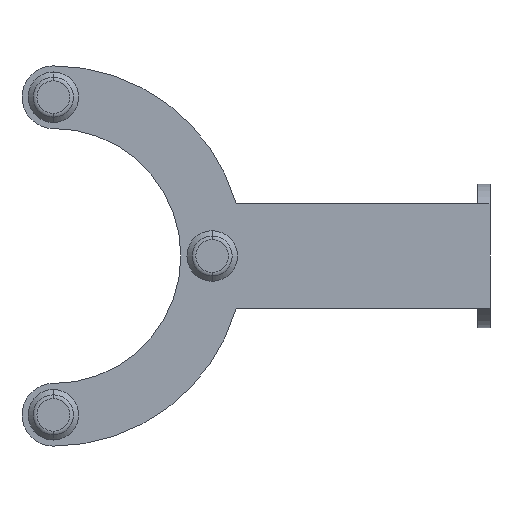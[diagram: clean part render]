
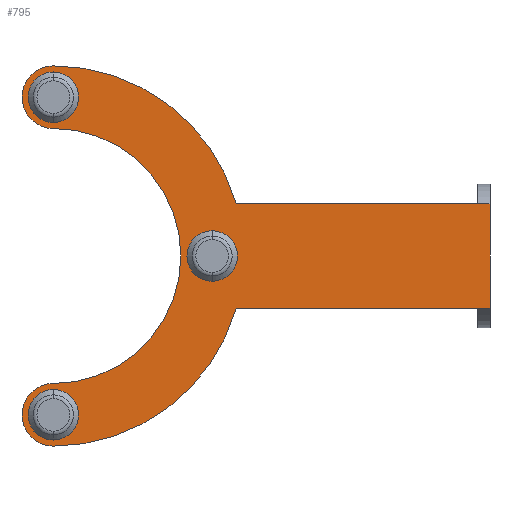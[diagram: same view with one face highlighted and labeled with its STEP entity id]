
A CAD part, front view. The second image highlights one B-rep face of the part: STEP entity #795.
In plain terms, the highlighted planar face has unit normal (0, -1, 0).
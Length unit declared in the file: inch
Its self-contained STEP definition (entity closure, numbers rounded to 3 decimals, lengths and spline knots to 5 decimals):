
#7 = DIRECTION ( 'NONE',  ( 0., -1., 0. ) ) ;
#41 = ORIENTED_EDGE ( 'NONE', *, *, #1289, .F. ) ;
#48 = DIRECTION ( 'NONE',  ( 0., -1., 0. ) ) ;
#56 = ORIENTED_EDGE ( 'NONE', *, *, #2604, .F. ) ;
#69 = CARTESIAN_POINT ( 'NONE',  ( 0., 0., 0. ) ) ;
#111 = DIRECTION ( 'NONE',  ( 0., 0., 1. ) ) ;
#114 = CIRCLE ( 'NONE', #1285, 2.44223 ) ;
#115 = LINE ( 'NONE', #1231, #216 ) ;
#120 = VECTOR ( 'NONE', #947, 39.37008 ) ;
#133 = EDGE_LOOP ( 'NONE', ( #2638, #56 ) ) ;
#171 = VERTEX_POINT ( 'NONE', #2284 ) ;
#178 = DIRECTION ( 'NONE',  ( 0., 0., 1. ) ) ;
#199 = CARTESIAN_POINT ( 'NONE',  ( 3.04223, 0., 0. ) ) ;
#216 = VECTOR ( 'NONE', #363, 39.37008 ) ;
#239 = CARTESIAN_POINT ( 'NONE',  ( 8.36376, 0., 1. ) ) ;
#244 = AXIS2_PLACEMENT_3D ( 'NONE', #2190, #1949, #178 ) ;
#363 = DIRECTION ( 'NONE',  ( 1., 0., 0. ) ) ;
#421 = VERTEX_POINT ( 'NONE', #1313 ) ;
#424 = CARTESIAN_POINT ( 'NONE',  ( 0., 0., 3.04223 ) ) ;
#437 = AXIS2_PLACEMENT_3D ( 'NONE', #2043, #7, #2540 ) ;
#443 = DIRECTION ( 'NONE',  ( 0., -1., 0. ) ) ;
#462 = DIRECTION ( 'NONE',  ( 0., 1., 0. ) ) ;
#466 = ORIENTED_EDGE ( 'NONE', *, *, #2052, .F. ) ;
#497 = ORIENTED_EDGE ( 'NONE', *, *, #2702, .T. ) ;
#508 = DIRECTION ( 'NONE',  ( 0., 1., 0. ) ) ;
#518 = VERTEX_POINT ( 'NONE', #1406 ) ;
#530 = FACE_OUTER_BOUND ( 'NONE', #935, .T. ) ;
#570 = FACE_BOUND ( 'NONE', #133, .T. ) ;
#586 = ORIENTED_EDGE ( 'NONE', *, *, #1909, .F. ) ;
#631 = VERTEX_POINT ( 'NONE', #1168 ) ;
#671 = CARTESIAN_POINT ( 'NONE',  ( 0., 0., -3.04223 ) ) ;
#675 = DIRECTION ( 'NONE',  ( 0., 0., 1. ) ) ;
#761 = CARTESIAN_POINT ( 'NONE',  ( 0., 0., 0. ) ) ;
#783 = AXIS2_PLACEMENT_3D ( 'NONE', #424, #871, #2002 ) ;
#795 = ADVANCED_FACE ( 'NONE', ( #2586, #570, #2101, #530 ), #1438, .T. ) ;
#811 = ORIENTED_EDGE ( 'NONE', *, *, #2737, .F. ) ;
#821 = CARTESIAN_POINT ( 'NONE',  ( 0., 0., 3.39656 ) ) ;
#859 = LINE ( 'NONE', #1768, #2429 ) ;
#869 = EDGE_CURVE ( 'NONE', #1394, #1687, #2406, .T. ) ;
#871 = DIRECTION ( 'NONE',  ( 0., -1., 0. ) ) ;
#883 = DIRECTION ( 'NONE',  ( 0., 0., 1. ) ) ;
#888 = CARTESIAN_POINT ( 'NONE',  ( 3.04223, 0., -0.35433 ) ) ;
#935 = EDGE_LOOP ( 'NONE', ( #1474, #2167, #1152, #1776, #497, #1577, #2772, #811 ) ) ;
#943 = ORIENTED_EDGE ( 'NONE', *, *, #1720, .F. ) ;
#947 = DIRECTION ( 'NONE',  ( 1., 0., 0. ) ) ;
#997 = VERTEX_POINT ( 'NONE', #1708 ) ;
#1032 = AXIS2_PLACEMENT_3D ( 'NONE', #2539, #1463, #1238 ) ;
#1062 = CARTESIAN_POINT ( 'NONE',  ( 0., 0., 3.04223 ) ) ;
#1111 = CARTESIAN_POINT ( 'NONE',  ( 8.36376, 0., -1. ) ) ;
#1152 = ORIENTED_EDGE ( 'NONE', *, *, #2007, .F. ) ;
#1156 = CIRCLE ( 'NONE', #2238, 3.64223 ) ;
#1168 = CARTESIAN_POINT ( 'NONE',  ( 3.04223, 0., 0.35433 ) ) ;
#1189 = CARTESIAN_POINT ( 'NONE',  ( 3.50227, 0., -1. ) ) ;
#1192 = CARTESIAN_POINT ( 'NONE',  ( 0., 0., -3.04223 ) ) ;
#1206 = DIRECTION ( 'NONE',  ( 0., 0., 1. ) ) ;
#1228 = CIRCLE ( 'NONE', #2873, 0.35433 ) ;
#1231 = CARTESIAN_POINT ( 'NONE',  ( 3.50227, 0., 1. ) ) ;
#1232 = VERTEX_POINT ( 'NONE', #1459 ) ;
#1238 = DIRECTION ( 'NONE',  ( 0., 0., -1. ) ) ;
#1240 = CIRCLE ( 'NONE', #1808, 0.35433 ) ;
#1265 = CARTESIAN_POINT ( 'NONE',  ( 0., 0., 2.44223 ) ) ;
#1285 = AXIS2_PLACEMENT_3D ( 'NONE', #761, #2832, #111 ) ;
#1289 = EDGE_CURVE ( 'NONE', #518, #1232, #1657, .T. ) ;
#1313 = CARTESIAN_POINT ( 'NONE',  ( 3.50227, 0., 1. ) ) ;
#1326 = EDGE_LOOP ( 'NONE', ( #586, #943 ) ) ;
#1369 = CIRCLE ( 'NONE', #437, 0.35433 ) ;
#1394 = VERTEX_POINT ( 'NONE', #2200 ) ;
#1406 = CARTESIAN_POINT ( 'NONE',  ( 0., 0., -2.6879 ) ) ;
#1408 = CIRCLE ( 'NONE', #783, 0.35433 ) ;
#1438 = PLANE ( 'NONE',  #1032 ) ;
#1445 = VERTEX_POINT ( 'NONE', #2287 ) ;
#1458 = AXIS2_PLACEMENT_3D ( 'NONE', #1750, #443, #883 ) ;
#1459 = CARTESIAN_POINT ( 'NONE',  ( 0., 0., -3.39656 ) ) ;
#1463 = DIRECTION ( 'NONE',  ( 0., -1., 0. ) ) ;
#1474 = ORIENTED_EDGE ( 'NONE', *, *, #1796, .T. ) ;
#1520 = AXIS2_PLACEMENT_3D ( 'NONE', #671, #462, #2736 ) ;
#1577 = ORIENTED_EDGE ( 'NONE', *, *, #2347, .F. ) ;
#1657 = CIRCLE ( 'NONE', #1744, 0.35433 ) ;
#1687 = VERTEX_POINT ( 'NONE', #2301 ) ;
#1708 = CARTESIAN_POINT ( 'NONE',  ( 0., 0., 2.6879 ) ) ;
#1720 = EDGE_CURVE ( 'NONE', #631, #2438, #1228, .T. ) ;
#1726 = DIRECTION ( 'NONE',  ( 0., 0., -1. ) ) ;
#1744 = AXIS2_PLACEMENT_3D ( 'NONE', #1192, #2302, #1206 ) ;
#1750 = CARTESIAN_POINT ( 'NONE',  ( 0., 0., 3.04223 ) ) ;
#1768 = CARTESIAN_POINT ( 'NONE',  ( 8.36376, 0., 1. ) ) ;
#1776 = ORIENTED_EDGE ( 'NONE', *, *, #869, .F. ) ;
#1796 = EDGE_CURVE ( 'NONE', #171, #2239, #2700, .T. ) ;
#1808 = AXIS2_PLACEMENT_3D ( 'NONE', #2070, #48, #1849 ) ;
#1849 = DIRECTION ( 'NONE',  ( 0., 0., 1. ) ) ;
#1870 = VERTEX_POINT ( 'NONE', #1111 ) ;
#1909 = EDGE_CURVE ( 'NONE', #2438, #631, #1369, .T. ) ;
#1931 = EDGE_LOOP ( 'NONE', ( #466, #41 ) ) ;
#1949 = DIRECTION ( 'NONE',  ( 0., 1., 0. ) ) ;
#1953 = DIRECTION ( 'NONE',  ( 0., -1., 0. ) ) ;
#1962 = VERTEX_POINT ( 'NONE', #239 ) ;
#1984 = AXIS2_PLACEMENT_3D ( 'NONE', #1062, #2207, #1726 ) ;
#2002 = DIRECTION ( 'NONE',  ( 0., 0., 1. ) ) ;
#2007 = EDGE_CURVE ( 'NONE', #1687, #1445, #2364, .T. ) ;
#2043 = CARTESIAN_POINT ( 'NONE',  ( 3.04223, 0., 0. ) ) ;
#2052 = EDGE_CURVE ( 'NONE', #1232, #518, #1240, .T. ) ;
#2070 = CARTESIAN_POINT ( 'NONE',  ( 0., 0., -3.04223 ) ) ;
#2101 = FACE_BOUND ( 'NONE', #1326, .T. ) ;
#2145 = EDGE_CURVE ( 'NONE', #2239, #1445, #114, .T. ) ;
#2167 = ORIENTED_EDGE ( 'NONE', *, *, #2145, .T. ) ;
#2190 = CARTESIAN_POINT ( 'NONE',  ( 0., 0., 0. ) ) ;
#2200 = CARTESIAN_POINT ( 'NONE',  ( 3.50227, 0., -1. ) ) ;
#2207 = DIRECTION ( 'NONE',  ( 0., -1., 0. ) ) ;
#2238 = AXIS2_PLACEMENT_3D ( 'NONE', #69, #508, #675 ) ;
#2239 = VERTEX_POINT ( 'NONE', #1265 ) ;
#2284 = CARTESIAN_POINT ( 'NONE',  ( 0., 0., 3.64223 ) ) ;
#2287 = CARTESIAN_POINT ( 'NONE',  ( 0., 0., -2.44223 ) ) ;
#2301 = CARTESIAN_POINT ( 'NONE',  ( 0., 0., -3.64223 ) ) ;
#2302 = DIRECTION ( 'NONE',  ( 0., -1., 0. ) ) ;
#2347 = EDGE_CURVE ( 'NONE', #1962, #1870, #859, .T. ) ;
#2364 = CIRCLE ( 'NONE', #1520, 0.6 ) ;
#2406 = CIRCLE ( 'NONE', #244, 3.64223 ) ;
#2429 = VECTOR ( 'NONE', #2611, 39.37008 ) ;
#2438 = VERTEX_POINT ( 'NONE', #888 ) ;
#2470 = LINE ( 'NONE', #1189, #120 ) ;
#2539 = CARTESIAN_POINT ( 'NONE',  ( 0., 0., 3.04223 ) ) ;
#2540 = DIRECTION ( 'NONE',  ( 0., 0., 1. ) ) ;
#2558 = EDGE_CURVE ( 'NONE', #997, #2619, #2629, .T. ) ;
#2586 = FACE_BOUND ( 'NONE', #1931, .T. ) ;
#2604 = EDGE_CURVE ( 'NONE', #2619, #997, #1408, .T. ) ;
#2611 = DIRECTION ( 'NONE',  ( 0., 0., -1. ) ) ;
#2619 = VERTEX_POINT ( 'NONE', #821 ) ;
#2629 = CIRCLE ( 'NONE', #1458, 0.35433 ) ;
#2638 = ORIENTED_EDGE ( 'NONE', *, *, #2558, .F. ) ;
#2649 = DIRECTION ( 'NONE',  ( 0., 0., 1. ) ) ;
#2700 = CIRCLE ( 'NONE', #1984, 0.6 ) ;
#2702 = EDGE_CURVE ( 'NONE', #1394, #1870, #2470, .T. ) ;
#2736 = DIRECTION ( 'NONE',  ( 0., 0., 1. ) ) ;
#2737 = EDGE_CURVE ( 'NONE', #171, #421, #1156, .T. ) ;
#2772 = ORIENTED_EDGE ( 'NONE', *, *, #2854, .F. ) ;
#2832 = DIRECTION ( 'NONE',  ( 0., 1., 0. ) ) ;
#2854 = EDGE_CURVE ( 'NONE', #421, #1962, #115, .T. ) ;
#2873 = AXIS2_PLACEMENT_3D ( 'NONE', #199, #1953, #2649 ) ;
